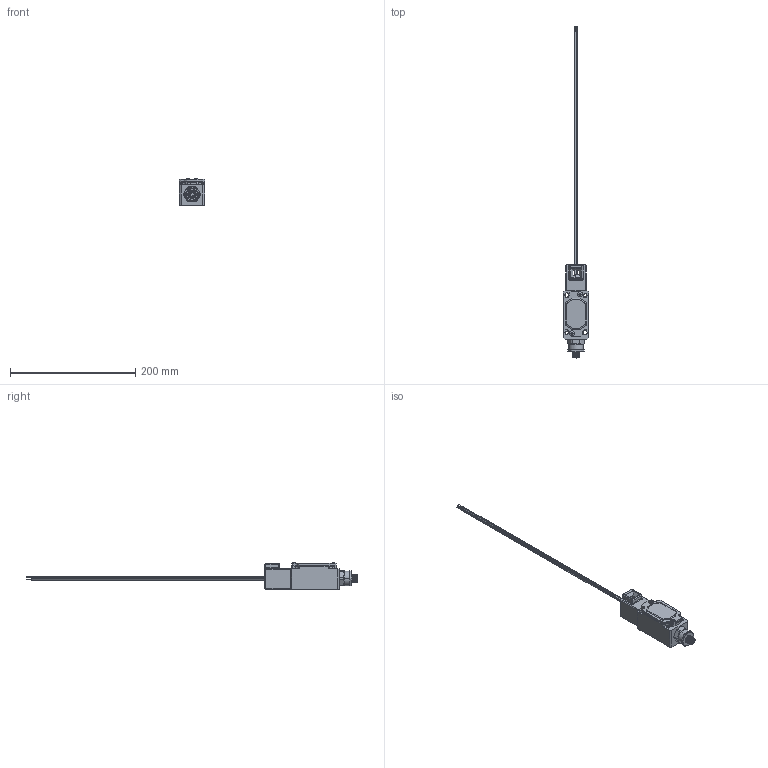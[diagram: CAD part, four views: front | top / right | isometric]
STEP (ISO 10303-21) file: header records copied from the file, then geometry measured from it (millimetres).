
FILE_DESCRIPTION((''),'2;1');
FILE_NAME('220510_ASM','2020-11-06T14:42:49',('PDMAdmin'),('BANNER ENGINEERING'),'CREO PARAMETRIC BY PTC INC, 2019292','CREO PARAMETRIC BY PTC INC, 2019292','');
FILE_SCHEMA(('CONFIG_CONTROL_DESIGN'));
Products named in the file (18): SI-LM40_INTERLOCK_BODY; SI-LM40_INTERLOCK_BODY_GASKET_AF10; SI-LM40_INTERLOCK_BODY_COVER; SI-LM40_INTERLOCK_BODY_SCREW; SI-LM40_INTERLOCK_HEAD; SI-LM40_INTERLOCK_HEAD_SCREW; 49474---SI-LM40KHD_ASM; 212884_ASM; 3230650160_1; 3148100008_1; 3998000124_ASM_1_ASM; 65145---SI-QS-M20_ASM; 123826; 08427; 22AWG20IN; 161829; 123826_ASM; 220510_ASM
Assembly tree (24 placements, depth 4):
  220510_ASM
    212884_ASM
      49474---SI-LM40KHD_ASM
        SI-LM40_INTERLOCK_BODY
        SI-LM40_INTERLOCK_BODY_GASKET_AF10
        SI-LM40_INTERLOCK_BODY_COVER
        SI-LM40_INTERLOCK_BODY_SCREW  x2
        SI-LM40_INTERLOCK_HEAD
        SI-LM40_INTERLOCK_HEAD_SCREW  x4
    65145---SI-QS-M20_ASM
      3998000124_ASM_1_ASM
        3230650160_1
        3148100008_1
    123826_ASM
      123826
      08427
      22AWG20IN  x4
      161829
Bounding box: 40 x 530.43 x 42.78 mm (x, y, z)
Volume: 106784.4 mm3; surface area: 69656.7 mm2
Topology: 19 solids, 27 shells, 749 faces, 1851 edges, 1188 vertices
Faces by surface type: plane 308, cylinder 294, cone 61, torus 38, bspline 36, sphere 12
Entity records: 27108 total; most frequent: CARTESIAN_POINT 10824, DIRECTION 3436, ORIENTED_EDGE 3246, EDGE_CURVE 1639, AXIS2_PLACEMENT_3D 1285, VERTEX_POINT 1054, VECTOR 866, LINE 866
